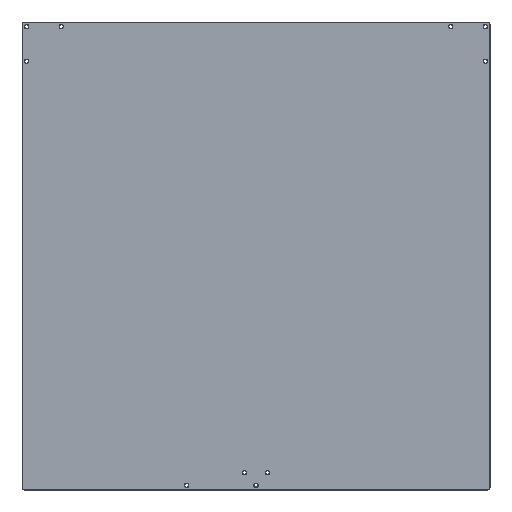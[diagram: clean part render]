
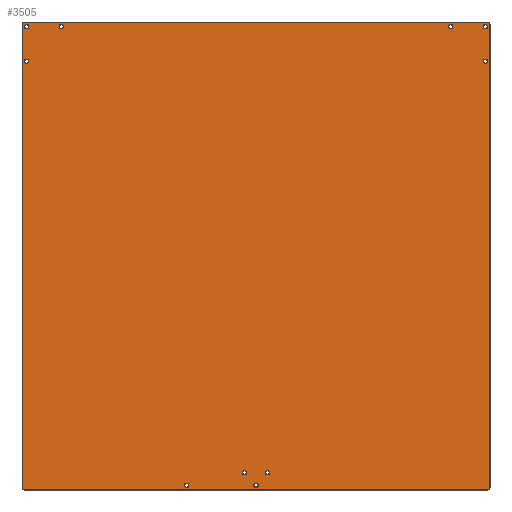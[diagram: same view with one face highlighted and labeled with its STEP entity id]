
A CAD part, front view. The second image highlights one B-rep face of the part: STEP entity #3505.
In plain terms, the highlighted planar face has unit normal (0, -1, 0).
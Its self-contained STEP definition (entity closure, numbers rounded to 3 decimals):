
#31=FACE_BOUND('',#436,.T.);
#32=FACE_BOUND('',#437,.T.);
#33=FACE_BOUND('',#438,.T.);
#34=FACE_BOUND('',#439,.T.);
#35=FACE_BOUND('',#440,.T.);
#36=FACE_BOUND('',#441,.T.);
#37=FACE_BOUND('',#442,.T.);
#38=FACE_BOUND('',#443,.T.);
#39=FACE_BOUND('',#444,.T.);
#40=FACE_BOUND('',#445,.T.);
#111=PLANE('',#3735);
#217=FACE_OUTER_BOUND('',#435,.T.);
#435=EDGE_LOOP('',(#2429,#2430,#2431,#2432,#2433,#2434,#2435,#2436));
#436=EDGE_LOOP('',(#2437));
#437=EDGE_LOOP('',(#2438));
#438=EDGE_LOOP('',(#2439));
#439=EDGE_LOOP('',(#2440));
#440=EDGE_LOOP('',(#2441));
#441=EDGE_LOOP('',(#2442));
#442=EDGE_LOOP('',(#2443));
#443=EDGE_LOOP('',(#2444));
#444=EDGE_LOOP('',(#2445));
#445=EDGE_LOOP('',(#2446));
#664=CIRCLE('',#3715,1.7);
#666=CIRCLE('',#3719,1.7);
#668=CIRCLE('',#3723,1.7);
#670=CIRCLE('',#3727,1.7);
#673=CIRCLE('',#3736,1.9);
#674=CIRCLE('',#3737,1.9);
#675=CIRCLE('',#3738,1.9);
#676=CIRCLE('',#3739,1.9);
#677=CIRCLE('',#3740,1.9);
#678=CIRCLE('',#3741,1.9);
#679=CIRCLE('',#3742,1.9);
#680=CIRCLE('',#3743,1.9);
#681=CIRCLE('',#3744,1.9);
#682=CIRCLE('',#3745,1.9);
#837=LINE('',#5286,#1181);
#841=LINE('',#5298,#1185);
#845=LINE('',#5310,#1189);
#848=LINE('',#5319,#1192);
#1181=VECTOR('',#4131,10.);
#1185=VECTOR('',#4143,10.);
#1189=VECTOR('',#4155,10.);
#1192=VECTOR('',#4166,10.);
#1521=VERTEX_POINT('',#5273);
#1524=VERTEX_POINT('',#5278);
#1525=VERTEX_POINT('',#5282);
#1527=VERTEX_POINT('',#5288);
#1529=VERTEX_POINT('',#5294);
#1531=VERTEX_POINT('',#5300);
#1533=VERTEX_POINT('',#5306);
#1535=VERTEX_POINT('',#5312);
#1556=VERTEX_POINT('',#5367);
#1557=VERTEX_POINT('',#5369);
#1558=VERTEX_POINT('',#5371);
#1559=VERTEX_POINT('',#5373);
#1560=VERTEX_POINT('',#5375);
#1561=VERTEX_POINT('',#5377);
#1562=VERTEX_POINT('',#5379);
#1563=VERTEX_POINT('',#5381);
#1564=VERTEX_POINT('',#5383);
#1565=VERTEX_POINT('',#5385);
#1840=EDGE_CURVE('',#1524,#1521,#664,.T.);
#1843=EDGE_CURVE('',#1521,#1525,#837,.T.);
#1846=EDGE_CURVE('',#1525,#1527,#666,.T.);
#1849=EDGE_CURVE('',#1527,#1529,#841,.T.);
#1852=EDGE_CURVE('',#1529,#1531,#668,.T.);
#1855=EDGE_CURVE('',#1531,#1533,#845,.T.);
#1858=EDGE_CURVE('',#1533,#1535,#670,.T.);
#1860=EDGE_CURVE('',#1535,#1524,#848,.T.);
#1884=EDGE_CURVE('',#1556,#1556,#673,.T.);
#1885=EDGE_CURVE('',#1557,#1557,#674,.T.);
#1886=EDGE_CURVE('',#1558,#1558,#675,.T.);
#1887=EDGE_CURVE('',#1559,#1559,#676,.T.);
#1888=EDGE_CURVE('',#1560,#1560,#677,.T.);
#1889=EDGE_CURVE('',#1561,#1561,#678,.T.);
#1890=EDGE_CURVE('',#1562,#1562,#679,.T.);
#1891=EDGE_CURVE('',#1563,#1563,#680,.T.);
#1892=EDGE_CURVE('',#1564,#1564,#681,.T.);
#1893=EDGE_CURVE('',#1565,#1565,#682,.T.);
#2429=ORIENTED_EDGE('',*,*,#1840,.F.);
#2430=ORIENTED_EDGE('',*,*,#1860,.F.);
#2431=ORIENTED_EDGE('',*,*,#1858,.F.);
#2432=ORIENTED_EDGE('',*,*,#1855,.F.);
#2433=ORIENTED_EDGE('',*,*,#1852,.F.);
#2434=ORIENTED_EDGE('',*,*,#1849,.F.);
#2435=ORIENTED_EDGE('',*,*,#1846,.F.);
#2436=ORIENTED_EDGE('',*,*,#1843,.F.);
#2437=ORIENTED_EDGE('',*,*,#1884,.F.);
#2438=ORIENTED_EDGE('',*,*,#1885,.F.);
#2439=ORIENTED_EDGE('',*,*,#1886,.F.);
#2440=ORIENTED_EDGE('',*,*,#1887,.F.);
#2441=ORIENTED_EDGE('',*,*,#1888,.F.);
#2442=ORIENTED_EDGE('',*,*,#1889,.F.);
#2443=ORIENTED_EDGE('',*,*,#1890,.F.);
#2444=ORIENTED_EDGE('',*,*,#1891,.F.);
#2445=ORIENTED_EDGE('',*,*,#1892,.F.);
#2446=ORIENTED_EDGE('',*,*,#1893,.F.);
#3505=ADVANCED_FACE('',(#217,#31,#32,#33,#34,#35,#36,#37,#38,#39,#40),#111,
 .F.);
#3715=AXIS2_PLACEMENT_3D('',#5280,#4125,#4126);
#3719=AXIS2_PLACEMENT_3D('',#5292,#4137,#4138);
#3723=AXIS2_PLACEMENT_3D('',#5304,#4149,#4150);
#3727=AXIS2_PLACEMENT_3D('',#5316,#4161,#4162);
#3735=AXIS2_PLACEMENT_3D('',#5366,#4200,#4201);
#3736=AXIS2_PLACEMENT_3D('',#5368,#4202,#4203);
#3737=AXIS2_PLACEMENT_3D('',#5370,#4204,#4205);
#3738=AXIS2_PLACEMENT_3D('',#5372,#4206,#4207);
#3739=AXIS2_PLACEMENT_3D('',#5374,#4208,#4209);
#3740=AXIS2_PLACEMENT_3D('',#5376,#4210,#4211);
#3741=AXIS2_PLACEMENT_3D('',#5378,#4212,#4213);
#3742=AXIS2_PLACEMENT_3D('',#5380,#4214,#4215);
#3743=AXIS2_PLACEMENT_3D('',#5382,#4216,#4217);
#3744=AXIS2_PLACEMENT_3D('',#5384,#4218,#4219);
#3745=AXIS2_PLACEMENT_3D('',#5386,#4220,#4221);
#4125=DIRECTION('center_axis',(0.,1.,0.));
#4126=DIRECTION('ref_axis',(-0.707,0.,0.707));
#4131=DIRECTION('',(1.,0.,0.));
#4137=DIRECTION('center_axis',(0.,1.,0.));
#4138=DIRECTION('ref_axis',(0.707,0.,0.707));
#4143=DIRECTION('',(0.,0.,-1.));
#4149=DIRECTION('center_axis',(0.,1.,0.));
#4150=DIRECTION('ref_axis',(0.707,0.,-0.707));
#4155=DIRECTION('',(-1.,0.,0.));
#4161=DIRECTION('center_axis',(0.,1.,0.));
#4162=DIRECTION('ref_axis',(-0.707,0.,-0.707));
#4166=DIRECTION('',(0.,0.,1.));
#4200=DIRECTION('center_axis',(0.,1.,0.));
#4201=DIRECTION('ref_axis',(1.,0.,0.));
#4202=DIRECTION('center_axis',(0.,-1.,0.));
#4203=DIRECTION('ref_axis',(1.,0.,0.));
#4204=DIRECTION('center_axis',(0.,-1.,0.));
#4205=DIRECTION('ref_axis',(1.,0.,0.));
#4206=DIRECTION('center_axis',(0.,-1.,0.));
#4207=DIRECTION('ref_axis',(1.,0.,0.));
#4208=DIRECTION('center_axis',(0.,-1.,0.));
#4209=DIRECTION('ref_axis',(1.,0.,0.));
#4210=DIRECTION('center_axis',(0.,-1.,0.));
#4211=DIRECTION('ref_axis',(1.,0.,0.));
#4212=DIRECTION('center_axis',(0.,-1.,0.));
#4213=DIRECTION('ref_axis',(1.,0.,0.));
#4214=DIRECTION('center_axis',(0.,-1.,0.));
#4215=DIRECTION('ref_axis',(1.,0.,0.));
#4216=DIRECTION('center_axis',(0.,-1.,0.));
#4217=DIRECTION('ref_axis',(1.,0.,0.));
#4218=DIRECTION('center_axis',(0.,-1.,0.));
#4219=DIRECTION('ref_axis',(1.,0.,0.));
#4220=DIRECTION('center_axis',(0.,-1.,0.));
#4221=DIRECTION('ref_axis',(1.,0.,0.));
#5273=CARTESIAN_POINT('',(-200.5,1.5,202.2));
#5278=CARTESIAN_POINT('',(-202.2,1.5,200.5));
#5280=CARTESIAN_POINT('Origin',(-200.5,1.5,200.5));
#5282=CARTESIAN_POINT('',(200.5,1.5,202.2));
#5286=CARTESIAN_POINT('',(86.25,1.5,202.2));
#5288=CARTESIAN_POINT('',(202.2,1.5,200.5));
#5292=CARTESIAN_POINT('Origin',(200.5,1.5,200.5));
#5294=CARTESIAN_POINT('',(202.2,1.5,-200.5));
#5298=CARTESIAN_POINT('',(202.2,1.5,97.25));
#5300=CARTESIAN_POINT('',(200.5,1.5,-202.2));
#5304=CARTESIAN_POINT('Origin',(200.5,1.5,-200.5));
#5306=CARTESIAN_POINT('',(-200.5,1.5,-202.2));
#5310=CARTESIAN_POINT('',(101.25,1.5,-202.2));
#5312=CARTESIAN_POINT('',(-202.2,1.5,-200.5));
#5316=CARTESIAN_POINT('Origin',(-200.5,1.5,-200.5));
#5319=CARTESIAN_POINT('',(-202.2,1.5,-101.25));
#5366=CARTESIAN_POINT('Origin',(0.,1.5,0.));
#5367=CARTESIAN_POINT('',(8.1,1.5,-187.5));
#5368=CARTESIAN_POINT('Origin',(10.,1.5,-187.5));
#5369=CARTESIAN_POINT('',(-200.4,1.5,198.5));
#5370=CARTESIAN_POINT('Origin',(-198.5,1.5,198.5));
#5371=CARTESIAN_POINT('',(-61.9,1.5,-198.5));
#5372=CARTESIAN_POINT('Origin',(-60.,1.5,-198.5));
#5373=CARTESIAN_POINT('',(-170.4,1.5,198.5));
#5374=CARTESIAN_POINT('Origin',(-168.5,1.5,198.5));
#5375=CARTESIAN_POINT('',(196.6,1.5,168.5));
#5376=CARTESIAN_POINT('Origin',(198.5,1.5,168.5));
#5377=CARTESIAN_POINT('',(-1.9,1.5,-198.5));
#5378=CARTESIAN_POINT('Origin',(0.,1.5,-198.5));
#5379=CARTESIAN_POINT('',(-200.4,1.5,168.5));
#5380=CARTESIAN_POINT('Origin',(-198.5,1.5,168.5));
#5381=CARTESIAN_POINT('',(-11.9,1.5,-187.5));
#5382=CARTESIAN_POINT('Origin',(-10.,1.5,-187.5));
#5383=CARTESIAN_POINT('',(196.6,1.5,198.5));
#5384=CARTESIAN_POINT('Origin',(198.5,1.5,198.5));
#5385=CARTESIAN_POINT('',(166.6,1.5,198.5));
#5386=CARTESIAN_POINT('Origin',(168.5,1.5,198.5));
